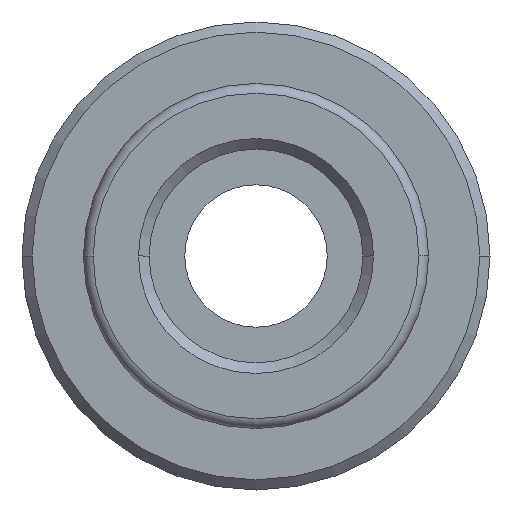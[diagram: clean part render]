
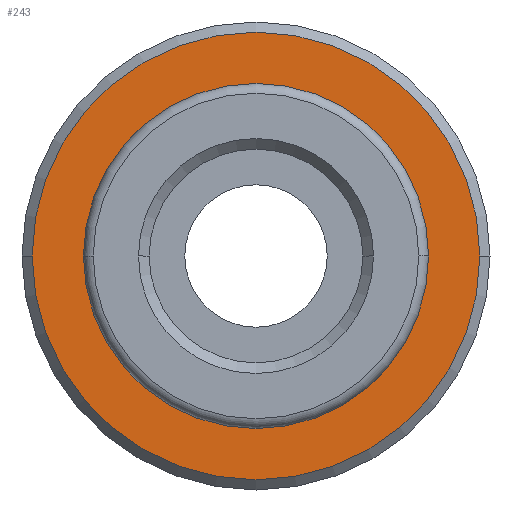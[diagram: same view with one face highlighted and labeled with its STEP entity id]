
A CAD part, front view. The second image highlights one B-rep face of the part: STEP entity #243.
In plain terms, the highlighted planar face has unit normal (0, -1, 0).
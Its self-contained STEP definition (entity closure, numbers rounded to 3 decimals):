
#243=ADVANCED_FACE('',(#501,#502),#503,.T.);
#501=FACE_OUTER_BOUND('',#766,.T.);
#502=FACE_BOUND('',#767,.T.);
#503=PLANE('',#768);
#766=EDGE_LOOP('',(#1363,#1364));
#767=EDGE_LOOP('',(#1365,#1366));
#768=AXIS2_PLACEMENT_3D('',#1367,#1368,#1369);
#1363=ORIENTED_EDGE('',*,*,#1687,.F.);
#1364=ORIENTED_EDGE('',*,*,#1720,.F.);
#1365=ORIENTED_EDGE('',*,*,#1715,.T.);
#1366=ORIENTED_EDGE('',*,*,#1622,.T.);
#1367=CARTESIAN_POINT('',(9.5,4.0,0.0));
#1368=DIRECTION('',(0.,-1.0,0.0));
#1369=DIRECTION('',(-1.0,0.,-0.0));
#1622=EDGE_CURVE('',#1958,#1956,#1959,.T.);
#1687=EDGE_CURVE('',#2032,#2034,#2035,.T.);
#1715=EDGE_CURVE('',#1956,#1958,#2064,.T.);
#1720=EDGE_CURVE('',#2034,#2032,#2069,.T.);
#1956=VERTEX_POINT('',#2540);
#1958=VERTEX_POINT('',#2543);
#1959=CIRCLE('',#2544,8.0);
#2032=VERTEX_POINT('',#2686);
#2034=VERTEX_POINT('',#2689);
#2035=CIRCLE('',#2690,11.0);
#2064=CIRCLE('',#2735,8.0);
#2069=CIRCLE('',#2740,11.0);
#2540=CARTESIAN_POINT('',(8.0,4.0,0.0));
#2543=CARTESIAN_POINT('',(-8.0,4.0,0.));
#2544=AXIS2_PLACEMENT_3D('',#2943,#2944,#2945);
#2686=CARTESIAN_POINT('',(11.0,4.0,0.0));
#2689=CARTESIAN_POINT('',(-11.0,4.0,0.));
#2690=AXIS2_PLACEMENT_3D('',#3033,#3034,#3035);
#2735=AXIS2_PLACEMENT_3D('',#3062,#3063,#3064);
#2740=AXIS2_PLACEMENT_3D('',#3068,#3069,#3070);
#2943=CARTESIAN_POINT('',(0.0,4.0,0.0));
#2944=DIRECTION('',(-0.0,1.0,0.0));
#2945=DIRECTION('',(1.0,0.0,0.0));
#3033=CARTESIAN_POINT('',(0.0,4.0,0.0));
#3034=DIRECTION('',(-0.0,1.0,0.0));
#3035=DIRECTION('',(1.0,0.0,0.0));
#3062=CARTESIAN_POINT('',(0.0,4.0,0.0));
#3063=DIRECTION('',(-0.0,1.0,0.0));
#3064=DIRECTION('',(1.0,0.0,0.0));
#3068=CARTESIAN_POINT('',(0.0,4.0,0.0));
#3069=DIRECTION('',(-0.0,1.0,0.0));
#3070=DIRECTION('',(1.0,0.0,0.0));
